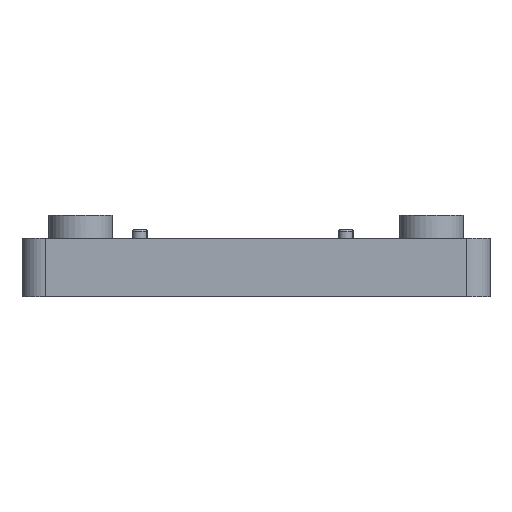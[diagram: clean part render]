
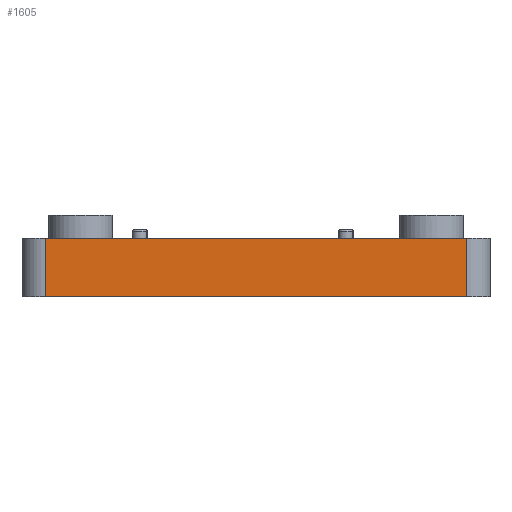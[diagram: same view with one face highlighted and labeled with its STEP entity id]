
A CAD part, left-side view. The second image highlights one B-rep face of the part: STEP entity #1605.
In plain terms, the highlighted planar face has unit normal (-1, 0, 0).
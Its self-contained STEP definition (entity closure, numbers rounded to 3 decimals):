
#307=FACE_OUTER_BOUND('',#445,.T.);
#445=EDGE_LOOP('',(#1459,#1460,#1461,#1462));
#552=LINE('',#2720,#668);
#556=LINE('',#2729,#672);
#565=LINE('',#2757,#681);
#566=LINE('',#2760,#682);
#668=VECTOR('',#2266,10.);
#672=VECTOR('',#2274,10.);
#681=VECTOR('',#2303,10.);
#682=VECTOR('',#2308,10.);
#811=VERTEX_POINT('',#2713);
#814=VERTEX_POINT('',#2718);
#817=VERTEX_POINT('',#2728);
#826=VERTEX_POINT('',#2756);
#1022=EDGE_CURVE('',#814,#811,#552,.T.);
#1026=EDGE_CURVE('',#811,#817,#556,.T.);
#1040=EDGE_CURVE('',#817,#826,#565,.T.);
#1042=EDGE_CURVE('',#826,#814,#566,.T.);
#1459=ORIENTED_EDGE('',*,*,#1022,.F.);
#1460=ORIENTED_EDGE('',*,*,#1042,.F.);
#1461=ORIENTED_EDGE('',*,*,#1040,.F.);
#1462=ORIENTED_EDGE('',*,*,#1026,.F.);
#1515=PLANE('',#1811);
#1605=ADVANCED_FACE('',(#307),#1515,.T.);
#1811=AXIS2_PLACEMENT_3D('',#2759,#2306,#2307);
#2266=DIRECTION('',(0.,0.,1.));
#2274=DIRECTION('',(0.,-1.,0.));
#2303=DIRECTION('',(0.,0.,-1.));
#2306=DIRECTION('center_axis',(-1.,0.,0.));
#2307=DIRECTION('ref_axis',(0.,-1.,0.));
#2308=DIRECTION('',(0.,1.,0.));
#2713=CARTESIAN_POINT('',(-111.,18.,5.));
#2718=CARTESIAN_POINT('',(-111.,18.,0.));
#2720=CARTESIAN_POINT('',(-111.,18.,0.));
#2728=CARTESIAN_POINT('',(-111.,-18.,5.));
#2729=CARTESIAN_POINT('',(-111.,-20.,5.));
#2756=CARTESIAN_POINT('',(-111.,-18.,0.));
#2757=CARTESIAN_POINT('',(-111.,-18.,0.));
#2759=CARTESIAN_POINT('Origin',(-111.,20.,0.));
#2760=CARTESIAN_POINT('',(-111.,-20.,0.));
